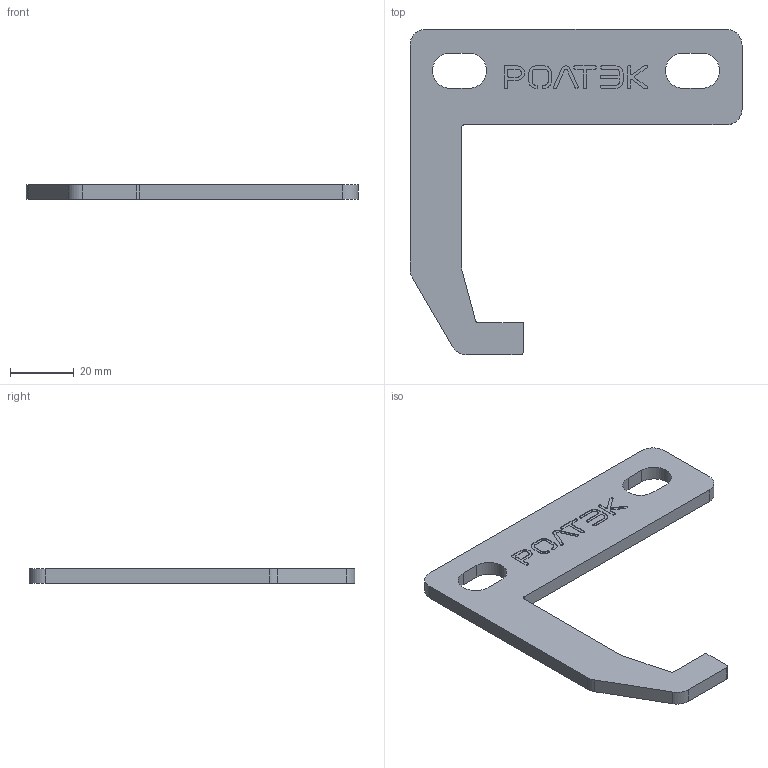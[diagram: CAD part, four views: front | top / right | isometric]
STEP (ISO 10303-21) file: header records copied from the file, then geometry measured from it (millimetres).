
FILE_DESCRIPTION(('STEP AP203'), '1');
FILE_NAME('275.RC59 Çàõâàò RC59 âñïîìîãàòåëüíûé', '', ('UNSPECIFIED'), ('UNSPECIFIED'), 'ASCON STEP Converter 1.3', 'ASCON Math Kernel', '');
FILE_SCHEMA(('CONFIG_CONTROL_DESIGN'));
Length unit declared in the file: millimetre
Products named in the file (1): 275.RC59
Bounding box: 104 x 102 x 4.5 mm (x, y, z)
Volume: 17893.4 mm3; surface area: 10351.4 mm2
Topology: 1 solids, 1 shells, 150 faces, 423 edges, 282 vertices
Faces by surface type: plane 80, cylinder 70
Entity records: 6139 total; most frequent: DIRECTION 865, CARTESIAN_POINT 856, ORIENTED_EDGE 846, EDGE_CURVE 423, AXIS2_PLACEMENT_3D 291, LINE 283, VECTOR 283, VERTEX_POINT 282
